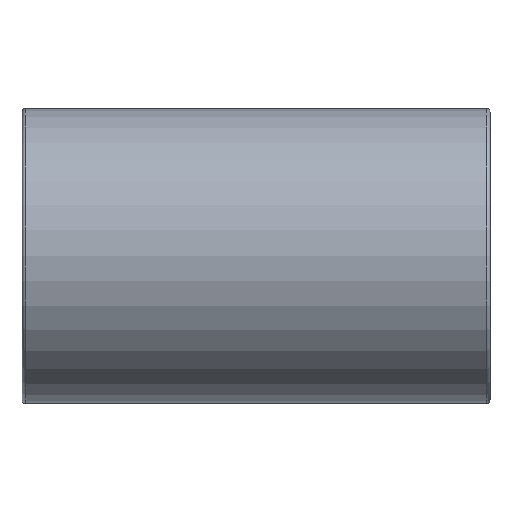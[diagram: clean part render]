
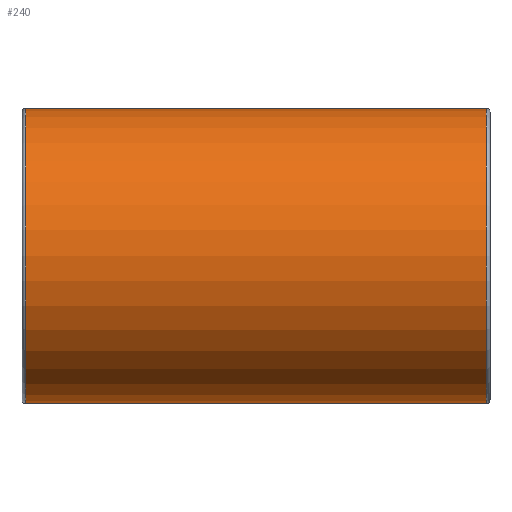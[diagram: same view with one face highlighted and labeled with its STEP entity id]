
A CAD part, top view. The second image highlights one B-rep face of the part: STEP entity #240.
In plain terms, the highlighted cylindrical face has radius 40.5 mm (diameter 81 mm), a full revolution.
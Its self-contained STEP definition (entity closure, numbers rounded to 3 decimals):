
#15=B_SPLINE_CURVE_WITH_KNOTS('',3,(#406,#407,#408,#409,#410,#411,#412,
#413,#414,#415,#416,#417,#418,#419,#420,#421,#422,#423,#424,#425,#426,#427,
#428,#429,#430,#431,#432,#433,#434,#435,#436,#437,#438,#439),
 .UNSPECIFIED.,.F.,.F.,(4,2,2,2,2,2,2,2,2,2,2,2,2,2,2,2,4),(2.691,
3.028,3.364,3.7,4.036,4.373,
4.709,5.046,5.383,5.719,6.056,
6.393,6.729,7.066,7.402,7.738,
8.074),.UNSPECIFIED.);
#16=B_SPLINE_CURVE_WITH_KNOTS('',3,(#444,#445,#446,#447,#448,#449,#450,
#451,#452,#453,#454,#455,#456,#457,#458,#459,#460,#461),.UNSPECIFIED.,.F.,
 .F.,(4,2,2,2,2,2,2,2,4),(8.074,8.41,8.747,
9.083,9.419,9.756,10.092,10.429,
10.766),.UNSPECIFIED.);
#17=B_SPLINE_CURVE_WITH_KNOTS('',3,(#462,#463,#464,#465,#466,#467,#468,
#469,#470,#471,#472,#473,#474,#475,#476,#477,#478,#479),.UNSPECIFIED.,.F.,
 .F.,(4,2,2,2,2,2,2,2,4),(0.,0.337,0.673,1.01,
1.347,1.683,2.019,2.355,2.691),
 .UNSPECIFIED.);
#39=FACE_OUTER_BOUND('',#56,.T.);
#56=EDGE_LOOP('',(#174,#175,#176,#177,#178,#179,#180,#181,#182));
#75=LINE('',#404,#84);
#76=LINE('',#441,#85);
#84=VECTOR('',#330,40.5);
#85=VECTOR('',#331,40.5);
#97=CIRCLE('',#281,40.5);
#98=CIRCLE('',#283,40.5);
#114=VERTEX_POINT('',#399);
#115=VERTEX_POINT('',#403);
#116=VERTEX_POINT('',#405);
#117=VERTEX_POINT('',#440);
#118=VERTEX_POINT('',#443);
#137=EDGE_CURVE('',#114,#114,#97,.T.);
#138=EDGE_CURVE('',#114,#115,#75,.T.);
#139=EDGE_CURVE('',#115,#116,#15,.T.);
#140=EDGE_CURVE('',#116,#117,#76,.T.);
#141=EDGE_CURVE('',#117,#117,#98,.T.);
#142=EDGE_CURVE('',#116,#118,#16,.T.);
#143=EDGE_CURVE('',#118,#115,#17,.T.);
#174=ORIENTED_EDGE('',*,*,#137,.F.);
#175=ORIENTED_EDGE('',*,*,#138,.T.);
#176=ORIENTED_EDGE('',*,*,#139,.T.);
#177=ORIENTED_EDGE('',*,*,#140,.T.);
#178=ORIENTED_EDGE('',*,*,#141,.F.);
#179=ORIENTED_EDGE('',*,*,#140,.F.);
#180=ORIENTED_EDGE('',*,*,#142,.T.);
#181=ORIENTED_EDGE('',*,*,#143,.T.);
#182=ORIENTED_EDGE('',*,*,#138,.F.);
#231=CYLINDRICAL_SURFACE('',#282,40.5);
#240=ADVANCED_FACE('',(#39),#231,.T.);
#281=AXIS2_PLACEMENT_3D('',#401,#326,#327);
#282=AXIS2_PLACEMENT_3D('',#402,#328,#329);
#283=AXIS2_PLACEMENT_3D('',#442,#332,#333);
#326=DIRECTION('center_axis',(-1.,0.,0.));
#327=DIRECTION('ref_axis',(0.,0.,-1.));
#328=DIRECTION('center_axis',(-1.,0.,0.));
#329=DIRECTION('ref_axis',(0.,0.,1.));
#330=DIRECTION('',(1.,0.,0.));
#331=DIRECTION('',(1.,0.,0.));
#332=DIRECTION('center_axis',(1.,0.,0.));
#333=DIRECTION('ref_axis',(0.,0.,-1.));
#399=CARTESIAN_POINT('',(-63.25,0.,-40.5));
#401=CARTESIAN_POINT('Origin',(-63.25,0.,0.));
#402=CARTESIAN_POINT('Origin',(0.,0.,0.));
#403=CARTESIAN_POINT('',(-17.6,0.,-40.5));
#404=CARTESIAN_POINT('',(0.,0.,-40.5));
#405=CARTESIAN_POINT('',(17.6,0.,-40.5));
#406=CARTESIAN_POINT('Ctrl Pts',(-17.6,0.,-40.5));
#407=CARTESIAN_POINT('Ctrl Pts',(-17.6,-1.121,-40.5));
#408=CARTESIAN_POINT('Ctrl Pts',(-17.491,-2.275,-40.452));
#409=CARTESIAN_POINT('Ctrl Pts',(-17.038,-4.562,-40.259));
#410=CARTESIAN_POINT('Ctrl Pts',(-16.695,-5.694,-40.113));
#411=CARTESIAN_POINT('Ctrl Pts',(-15.792,-7.858,-39.745));
#412=CARTESIAN_POINT('Ctrl Pts',(-15.232,-8.892,-39.524));
#413=CARTESIAN_POINT('Ctrl Pts',(-13.945,-10.799,-39.046));
#414=CARTESIAN_POINT('Ctrl Pts',(-13.218,-11.673,-38.79));
#415=CARTESIAN_POINT('Ctrl Pts',(-11.671,-13.219,-38.291));
#416=CARTESIAN_POINT('Ctrl Pts',(-10.797,-13.946,-38.029));
#417=CARTESIAN_POINT('Ctrl Pts',(-8.891,-15.233,-37.532));
#418=CARTESIAN_POINT('Ctrl Pts',(-7.858,-15.792,-37.298));
#419=CARTESIAN_POINT('Ctrl Pts',(-5.695,-16.694,-36.903));
#420=CARTESIAN_POINT('Ctrl Pts',(-4.564,-17.038,-36.743));
#421=CARTESIAN_POINT('Ctrl Pts',(-2.277,-17.491,-36.529));
#422=CARTESIAN_POINT('Ctrl Pts',(-1.122,-17.6,-36.476));
#423=CARTESIAN_POINT('Ctrl Pts',(1.122,-17.6,-36.476));
#424=CARTESIAN_POINT('Ctrl Pts',(2.277,-17.491,-36.529));
#425=CARTESIAN_POINT('Ctrl Pts',(4.564,-17.038,-36.743));
#426=CARTESIAN_POINT('Ctrl Pts',(5.695,-16.694,-36.903));
#427=CARTESIAN_POINT('Ctrl Pts',(7.858,-15.792,-37.298));
#428=CARTESIAN_POINT('Ctrl Pts',(8.891,-15.233,-37.532));
#429=CARTESIAN_POINT('Ctrl Pts',(10.797,-13.946,-38.029));
#430=CARTESIAN_POINT('Ctrl Pts',(11.671,-13.219,-38.291));
#431=CARTESIAN_POINT('Ctrl Pts',(13.218,-11.673,-38.79));
#432=CARTESIAN_POINT('Ctrl Pts',(13.945,-10.799,-39.046));
#433=CARTESIAN_POINT('Ctrl Pts',(15.232,-8.892,-39.524));
#434=CARTESIAN_POINT('Ctrl Pts',(15.792,-7.858,-39.745));
#435=CARTESIAN_POINT('Ctrl Pts',(16.695,-5.694,-40.113));
#436=CARTESIAN_POINT('Ctrl Pts',(17.038,-4.562,-40.259));
#437=CARTESIAN_POINT('Ctrl Pts',(17.491,-2.275,-40.452));
#438=CARTESIAN_POINT('Ctrl Pts',(17.6,-1.121,-40.5));
#439=CARTESIAN_POINT('Ctrl Pts',(17.6,0.,-40.5));
#440=CARTESIAN_POINT('',(63.25,0.,-40.5));
#441=CARTESIAN_POINT('',(0.,0.,-40.5));
#442=CARTESIAN_POINT('Origin',(63.25,0.,0.));
#443=CARTESIAN_POINT('',(0.,17.6,-36.476));
#444=CARTESIAN_POINT('Ctrl Pts',(17.6,0.,-40.5));
#445=CARTESIAN_POINT('Ctrl Pts',(17.6,1.121,-40.5));
#446=CARTESIAN_POINT('Ctrl Pts',(17.491,2.275,-40.452));
#447=CARTESIAN_POINT('Ctrl Pts',(17.038,4.562,-40.259));
#448=CARTESIAN_POINT('Ctrl Pts',(16.695,5.694,-40.113));
#449=CARTESIAN_POINT('Ctrl Pts',(15.792,7.858,-39.745));
#450=CARTESIAN_POINT('Ctrl Pts',(15.232,8.892,-39.524));
#451=CARTESIAN_POINT('Ctrl Pts',(13.945,10.799,-39.046));
#452=CARTESIAN_POINT('Ctrl Pts',(13.218,11.673,-38.79));
#453=CARTESIAN_POINT('Ctrl Pts',(11.671,13.219,-38.291));
#454=CARTESIAN_POINT('Ctrl Pts',(10.797,13.946,-38.029));
#455=CARTESIAN_POINT('Ctrl Pts',(8.891,15.233,-37.532));
#456=CARTESIAN_POINT('Ctrl Pts',(7.858,15.792,-37.298));
#457=CARTESIAN_POINT('Ctrl Pts',(5.695,16.694,-36.903));
#458=CARTESIAN_POINT('Ctrl Pts',(4.564,17.038,-36.743));
#459=CARTESIAN_POINT('Ctrl Pts',(2.277,17.491,-36.529));
#460=CARTESIAN_POINT('Ctrl Pts',(1.122,17.6,-36.476));
#461=CARTESIAN_POINT('Ctrl Pts',(0.,17.6,-36.476));
#462=CARTESIAN_POINT('Ctrl Pts',(0.,17.6,-36.476));
#463=CARTESIAN_POINT('Ctrl Pts',(-1.122,17.6,-36.476));
#464=CARTESIAN_POINT('Ctrl Pts',(-2.277,17.491,-36.529));
#465=CARTESIAN_POINT('Ctrl Pts',(-4.564,17.038,-36.743));
#466=CARTESIAN_POINT('Ctrl Pts',(-5.695,16.694,-36.903));
#467=CARTESIAN_POINT('Ctrl Pts',(-7.858,15.792,-37.298));
#468=CARTESIAN_POINT('Ctrl Pts',(-8.891,15.233,-37.532));
#469=CARTESIAN_POINT('Ctrl Pts',(-10.797,13.946,-38.029));
#470=CARTESIAN_POINT('Ctrl Pts',(-11.671,13.219,-38.291));
#471=CARTESIAN_POINT('Ctrl Pts',(-13.218,11.673,-38.79));
#472=CARTESIAN_POINT('Ctrl Pts',(-13.945,10.799,-39.046));
#473=CARTESIAN_POINT('Ctrl Pts',(-15.232,8.892,-39.524));
#474=CARTESIAN_POINT('Ctrl Pts',(-15.792,7.858,-39.745));
#475=CARTESIAN_POINT('Ctrl Pts',(-16.695,5.694,-40.113));
#476=CARTESIAN_POINT('Ctrl Pts',(-17.038,4.562,-40.259));
#477=CARTESIAN_POINT('Ctrl Pts',(-17.491,2.275,-40.452));
#478=CARTESIAN_POINT('Ctrl Pts',(-17.6,1.121,-40.5));
#479=CARTESIAN_POINT('Ctrl Pts',(-17.6,0.,-40.5));
